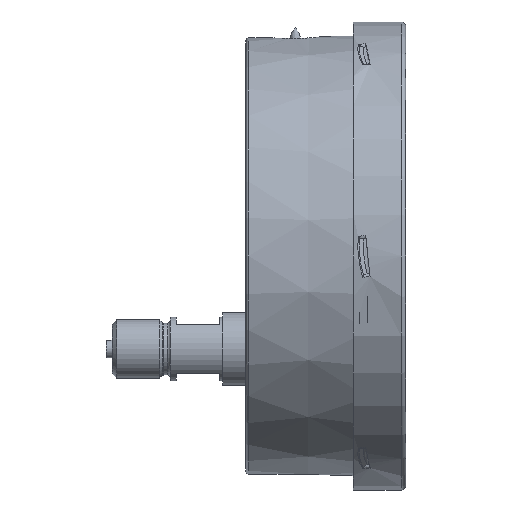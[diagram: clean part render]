
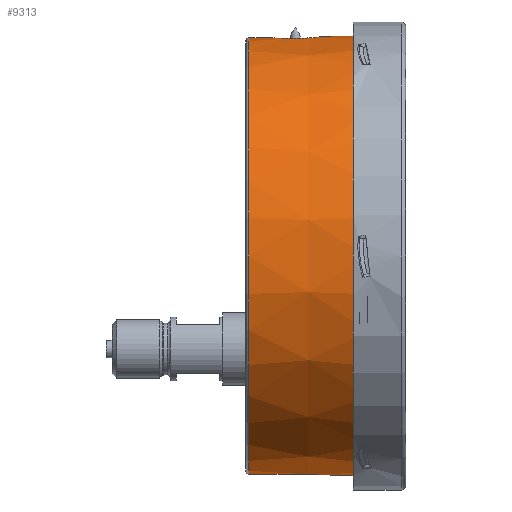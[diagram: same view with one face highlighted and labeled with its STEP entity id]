
A CAD part, left-side view. The second image highlights one B-rep face of the part: STEP entity #9313.
In plain terms, the highlighted conical face has half-angle 1 degrees and reference radius 75 mm.
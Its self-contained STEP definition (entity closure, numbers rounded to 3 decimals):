
#80=CONICAL_SURFACE('',#9991,75.,0.017);
#89=FACE_BOUND('',#1046,.T.);
#209=CIRCLE('',#9937,75.733);
#210=CIRCLE('',#9938,75.733);
#229=CIRCLE('',#9985,75.017);
#230=CIRCLE('',#9986,75.017);
#484=FACE_OUTER_BOUND('',#1045,.T.);
#1045=EDGE_LOOP('',(#6395,#6396,#6397,#6398,#6399,#6400));
#1046=EDGE_LOOP('',(#6401,#6402));
#1662=LINE('',#13910,#2583);
#2583=VECTOR('',#10967,75.);
#3649=B_SPLINE_CURVE_WITH_KNOTS('',3,(#13913,#13914,#13915,#13916),
 .UNSPECIFIED.,.F.,.F.,(4,4),(0.,0.023),.UNSPECIFIED.);
#3650=B_SPLINE_CURVE_WITH_KNOTS('',3,(#13917,#13918,#13919,#13920,#13921,
#13922,#13923,#13924,#13925,#13926,#13927,#13928,#13929,#13930,#13931,#13932,
#13933,#13934,#13935,#13936,#13937,#13938,#13939,#13940,#13941,#13942,#13943,
#13944,#13945,#13946,#13947,#13948,#13949,#13950),.UNSPECIFIED.,.F.,.F.,
(4,2,2,2,2,2,2,2,2,2,2,2,2,2,2,2,4),(0.023,0.319,
0.639,0.975,1.312,1.648,1.985,
2.304,2.623,2.947,3.271,3.607,
3.943,4.278,4.614,4.938,5.262),
 .UNSPECIFIED.);
#3858=VERTEX_POINT('',#13771);
#3859=VERTEX_POINT('',#13772);
#3877=VERTEX_POINT('',#13898);
#3878=VERTEX_POINT('',#13900);
#3881=VERTEX_POINT('',#13911);
#3882=VERTEX_POINT('',#13912);
#4815=EDGE_CURVE('',#3858,#3859,#209,.T.);
#4816=EDGE_CURVE('',#3859,#3858,#210,.T.);
#4854=EDGE_CURVE('',#3877,#3878,#229,.T.);
#4855=EDGE_CURVE('',#3878,#3877,#230,.T.);
#4859=EDGE_CURVE('',#3858,#3878,#1662,.T.);
#4860=EDGE_CURVE('',#3881,#3882,#3649,.T.);
#4861=EDGE_CURVE('',#3882,#3881,#3650,.T.);
#6395=ORIENTED_EDGE('',*,*,#4815,.T.);
#6396=ORIENTED_EDGE('',*,*,#4816,.T.);
#6397=ORIENTED_EDGE('',*,*,#4859,.T.);
#6398=ORIENTED_EDGE('',*,*,#4854,.F.);
#6399=ORIENTED_EDGE('',*,*,#4855,.F.);
#6400=ORIENTED_EDGE('',*,*,#4859,.F.);
#6401=ORIENTED_EDGE('',*,*,#4860,.T.);
#6402=ORIENTED_EDGE('',*,*,#4861,.T.);
#9313=ADVANCED_FACE('',(#484,#89),#80,.T.);
#9937=AXIS2_PLACEMENT_3D('',#13773,#10852,#10853);
#9938=AXIS2_PLACEMENT_3D('',#13774,#10854,#10855);
#9985=AXIS2_PLACEMENT_3D('',#13901,#10953,#10954);
#9986=AXIS2_PLACEMENT_3D('',#13902,#10955,#10956);
#9991=AXIS2_PLACEMENT_3D('',#13909,#10965,#10966);
#10852=DIRECTION('center_axis',(0.,1.,0.));
#10853=DIRECTION('ref_axis',(-1.,0.,0.));
#10854=DIRECTION('center_axis',(0.,1.,0.));
#10855=DIRECTION('ref_axis',(-1.,0.,0.));
#10953=DIRECTION('center_axis',(0.,1.,0.));
#10954=DIRECTION('ref_axis',(-1.,0.,0.));
#10955=DIRECTION('center_axis',(0.,1.,0.));
#10956=DIRECTION('ref_axis',(-1.,0.,0.));
#10965=DIRECTION('center_axis',(0.,-1.,0.));
#10966=DIRECTION('ref_axis',(-1.,0.,0.));
#10967=DIRECTION('',(-0.017,1.,0.));
#13771=CARTESIAN_POINT('',(75.389,-7.517,0.));
#13772=CARTESIAN_POINT('',(-0.344,-7.517,-75.733));
#13773=CARTESIAN_POINT('Origin',(-0.344,-7.517,0.));
#13774=CARTESIAN_POINT('Origin',(-0.344,-7.517,0.));
#13898=CARTESIAN_POINT('',(-0.344,33.5,75.017));
#13900=CARTESIAN_POINT('',(74.673,33.5,0.));
#13901=CARTESIAN_POINT('Origin',(-0.344,33.5,0.));
#13902=CARTESIAN_POINT('Origin',(-0.344,33.5,0.));
#13909=CARTESIAN_POINT('Origin',(-0.344,34.483,0.));
#13910=CARTESIAN_POINT('',(74.656,34.483,0.));
#13911=CARTESIAN_POINT('',(-8.662,17.249,74.84));
#13912=CARTESIAN_POINT('',(-8.658,17.483,74.836));
#13913=CARTESIAN_POINT('Ctrl Pts',(-8.662,17.249,74.84));
#13914=CARTESIAN_POINT('Ctrl Pts',(-8.662,17.326,74.839));
#13915=CARTESIAN_POINT('Ctrl Pts',(-8.66,17.404,74.837));
#13916=CARTESIAN_POINT('Ctrl Pts',(-8.658,17.483,74.836));
#13917=CARTESIAN_POINT('Ctrl Pts',(-8.658,17.483,74.836));
#13918=CARTESIAN_POINT('Ctrl Pts',(-8.633,18.479,74.822));
#13919=CARTESIAN_POINT('Ctrl Pts',(-8.448,19.536,74.824));
#13920=CARTESIAN_POINT('Ctrl Pts',(-7.711,21.601,74.864));
#13921=CARTESIAN_POINT('Ctrl Pts',(-7.129,22.6,74.904));
#13922=CARTESIAN_POINT('Ctrl Pts',(-5.716,24.266,74.99));
#13923=CARTESIAN_POINT('Ctrl Pts',(-4.771,25.031,75.042));
#13924=CARTESIAN_POINT('Ctrl Pts',(-2.646,26.063,75.119));
#13925=CARTESIAN_POINT('Ctrl Pts',(-1.466,26.327,75.142));
#13926=CARTESIAN_POINT('Ctrl Pts',(0.778,26.327,75.142));
#13927=CARTESIAN_POINT('Ctrl Pts',(1.958,26.063,75.119));
#13928=CARTESIAN_POINT('Ctrl Pts',(4.083,25.031,75.042));
#13929=CARTESIAN_POINT('Ctrl Pts',(5.028,24.266,74.99));
#13930=CARTESIAN_POINT('Ctrl Pts',(6.441,22.6,74.904));
#13931=CARTESIAN_POINT('Ctrl Pts',(7.023,21.601,74.864));
#13932=CARTESIAN_POINT('Ctrl Pts',(7.788,19.458,74.823));
#13933=CARTESIAN_POINT('Ctrl Pts',(7.972,18.313,74.822));
#13934=CARTESIAN_POINT('Ctrl Pts',(7.976,16.169,74.859));
#13935=CARTESIAN_POINT('Ctrl Pts',(7.791,15.007,74.9));
#13936=CARTESIAN_POINT('Ctrl Pts',(7.018,12.834,75.019));
#13937=CARTESIAN_POINT('Ctrl Pts',(6.428,11.822,75.094));
#13938=CARTESIAN_POINT('Ctrl Pts',(5.008,10.149,75.238));
#13939=CARTESIAN_POINT('Ctrl Pts',(4.067,9.385,75.316));
#13940=CARTESIAN_POINT('Ctrl Pts',(1.95,8.353,75.429));
#13941=CARTESIAN_POINT('Ctrl Pts',(0.775,8.087,75.461));
#13942=CARTESIAN_POINT('Ctrl Pts',(-1.463,8.087,75.461));
#13943=CARTESIAN_POINT('Ctrl Pts',(-2.638,8.353,75.429));
#13944=CARTESIAN_POINT('Ctrl Pts',(-4.755,9.385,75.316));
#13945=CARTESIAN_POINT('Ctrl Pts',(-5.696,10.149,75.238));
#13946=CARTESIAN_POINT('Ctrl Pts',(-7.116,11.822,75.094));
#13947=CARTESIAN_POINT('Ctrl Pts',(-7.706,12.834,75.019));
#13948=CARTESIAN_POINT('Ctrl Pts',(-8.479,15.007,74.9));
#13949=CARTESIAN_POINT('Ctrl Pts',(-8.664,16.169,74.859));
#13950=CARTESIAN_POINT('Ctrl Pts',(-8.662,17.249,74.84));
